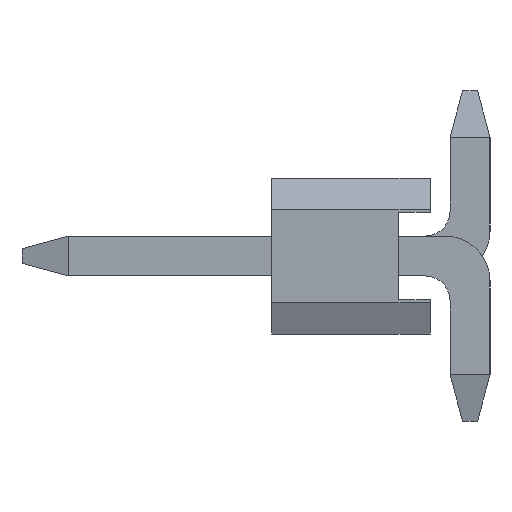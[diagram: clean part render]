
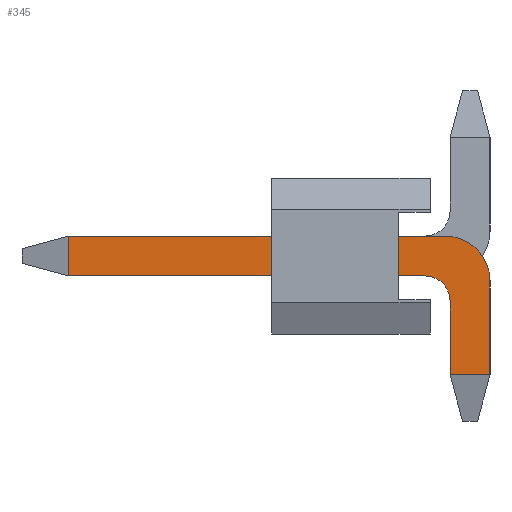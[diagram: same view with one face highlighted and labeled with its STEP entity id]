
A CAD part, left-side view. The second image highlights one B-rep face of the part: STEP entity #345.
In plain terms, the highlighted face is planar.
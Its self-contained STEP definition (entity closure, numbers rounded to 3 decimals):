
#345 = ADVANCED_FACE( '', ( #561 ), #562, .F. );
#561 = FACE_OUTER_BOUND( '', #790, .T. );
#562 = PLANE( '', #791 );
#790 = EDGE_LOOP( '', ( #1630, #1631, #1632, #1633, #1634, #1635, #1636, #1637 ) );
#791 = AXIS2_PLACEMENT_3D( '', #1638, #1639, #1640 );
#1630 = ORIENTED_EDGE( '', *, *, #2006, .T. );
#1631 = ORIENTED_EDGE( '', *, *, #1990, .F. );
#1632 = ORIENTED_EDGE( '', *, *, #1998, .F. );
#1633 = ORIENTED_EDGE( '', *, *, #2007, .F. );
#1634 = ORIENTED_EDGE( '', *, *, #2008, .F. );
#1635 = ORIENTED_EDGE( '', *, *, #2009, .F. );
#1636 = ORIENTED_EDGE( '', *, *, #2010, .T. );
#1637 = ORIENTED_EDGE( '', *, *, #1994, .F. );
#1638 = CARTESIAN_POINT( '', ( 0., 0., -0.32 ) );
#1639 = DIRECTION( '', ( 0., 0., 1. ) );
#1640 = DIRECTION( '', ( 1., 0., 0. ) );
#1990 = EDGE_CURVE( '', #2460, #2461, #2462, .T. );
#1994 = EDGE_CURVE( '', #2468, #2469, #2470, .T. );
#1998 = EDGE_CURVE( '', #2476, #2460, #2477, .T. );
#2006 = EDGE_CURVE( '', #2468, #2461, #2489, .T. );
#2007 = EDGE_CURVE( '', #2490, #2476, #2491, .T. );
#2008 = EDGE_CURVE( '', #2492, #2490, #2493, .T. );
#2009 = EDGE_CURVE( '', #2494, #2492, #2495, .T. );
#2010 = EDGE_CURVE( '', #2494, #2469, #2496, .T. );
#2460 = VERTEX_POINT( '', #3212 );
#2461 = VERTEX_POINT( '', #3213 );
#2462 = LINE( '', #3214, #3215 );
#2468 = VERTEX_POINT( '', #3224 );
#2469 = VERTEX_POINT( '', #3225 );
#2470 = LINE( '', #3226, #3227 );
#2476 = VERTEX_POINT( '', #3236 );
#2477 = CIRCLE( '', #3237, 0.72 );
#2489 = LINE( '', #3254, #3255 );
#2490 = VERTEX_POINT( '', #3256 );
#2491 = LINE( '', #3257, #3258 );
#2492 = VERTEX_POINT( '', #3259 );
#2493 = LINE( '', #3260, #3261 );
#2494 = VERTEX_POINT( '', #3262 );
#2495 = LINE( '', #3263, #3264 );
#2496 = CIRCLE( '', #3265, 0.4 );
#3212 = CARTESIAN_POINT( '', ( 0.4, -0.96, -0.32 ) );
#3213 = CARTESIAN_POINT( '', ( 1.9, -0.96, -0.32 ) );
#3214 = CARTESIAN_POINT( '', ( 0.4, -0.96, -0.32 ) );
#3215 = VECTOR( '', #3570, 1000. );
#3224 = CARTESIAN_POINT( '', ( 1.9, -0.32, -0.32 ) );
#3225 = CARTESIAN_POINT( '', ( 0.72, -0.32, -0.32 ) );
#3226 = CARTESIAN_POINT( '', ( 1.9, -0.32, -0.32 ) );
#3227 = VECTOR( '', #3574, 1000. );
#3236 = CARTESIAN_POINT( '', ( -0.32, -0.24, -0.32 ) );
#3237 = AXIS2_PLACEMENT_3D( '', #3578, #3579, #3580 );
#3254 = CARTESIAN_POINT( '', ( 1.9, -0.32, -0.32 ) );
#3255 = VECTOR( '', #3592, 1000. );
#3256 = CARTESIAN_POINT( '', ( -0.32, 5.79, -0.32 ) );
#3257 = CARTESIAN_POINT( '', ( -0.32, 5.79, -0.32 ) );
#3258 = VECTOR( '', #3593, 1000. );
#3259 = CARTESIAN_POINT( '', ( 0.32, 5.79, -0.32 ) );
#3260 = CARTESIAN_POINT( '', ( 0., 5.79, -0.32 ) );
#3261 = VECTOR( '', #3594, 1000. );
#3262 = CARTESIAN_POINT( '', ( 0.32, 0.08, -0.32 ) );
#3263 = CARTESIAN_POINT( '', ( 0.32, 2.54, -0.32 ) );
#3264 = VECTOR( '', #3595, 1000. );
#3265 = AXIS2_PLACEMENT_3D( '', #3596, #3597, #3598 );
#3570 = DIRECTION( '', ( 1., 0., 0. ) );
#3574 = DIRECTION( '', ( -1., 0., 0. ) );
#3578 = CARTESIAN_POINT( '', ( 0.4, -0.24, -0.32 ) );
#3579 = DIRECTION( '', ( 0., 0., 1. ) );
#3580 = DIRECTION( '', ( 1., 0., 0. ) );
#3592 = DIRECTION( '', ( 0., -1., 0. ) );
#3593 = DIRECTION( '', ( 0., -1., 0. ) );
#3594 = DIRECTION( '', ( -1., 0., 0. ) );
#3595 = DIRECTION( '', ( 0., 1., 0. ) );
#3596 = CARTESIAN_POINT( '', ( 0.72, 0.08, -0.32 ) );
#3597 = DIRECTION( '', ( 0., 0., 1. ) );
#3598 = DIRECTION( '', ( 1., 0., 0. ) );
